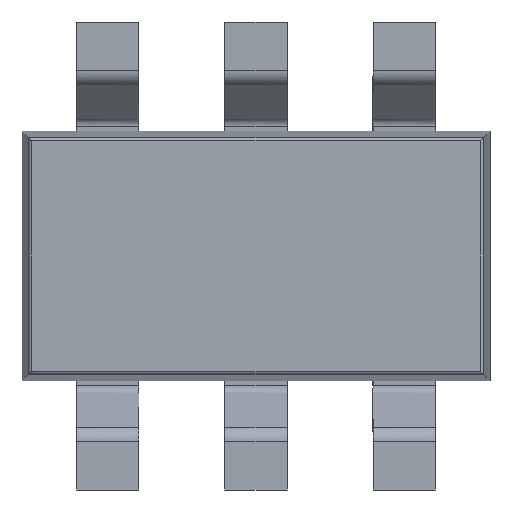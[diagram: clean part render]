
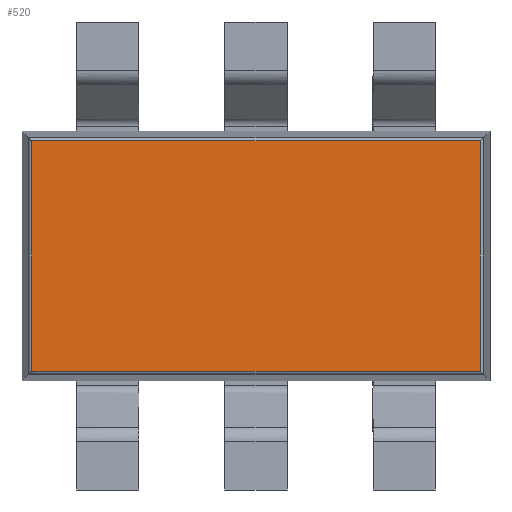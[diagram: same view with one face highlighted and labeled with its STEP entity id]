
A CAD part, front view. The second image highlights one B-rep face of the part: STEP entity #520.
In plain terms, the highlighted planar face has unit normal (0, -1, 0).
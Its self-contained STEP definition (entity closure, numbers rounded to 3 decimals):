
#520=ADVANCED_FACE('',(#663),#2652,.T.);
#663=FACE_OUTER_BOUND('',#810,.T.);
#810=EDGE_LOOP('',(#1368,#1369,#1370,#1371));
#1368=ORIENTED_EDGE('',*,*,#1839,.F.);
#1369=ORIENTED_EDGE('',*,*,#1840,.F.);
#1370=ORIENTED_EDGE('',*,*,#1841,.F.);
#1371=ORIENTED_EDGE('',*,*,#1838,.F.);
#1838=EDGE_CURVE('',#2510,#2511,#2211,.T.);
#1839=EDGE_CURVE('',#2512,#2510,#2212,.T.);
#1840=EDGE_CURVE('',#2513,#2512,#2213,.T.);
#1841=EDGE_CURVE('',#2511,#2513,#2214,.T.);
#2211=B_SPLINE_CURVE_WITH_KNOTS('',1,(#4680,#4681),.UNSPECIFIED.,.F.,.F.,
(2,2),(-1.476,0.),.UNSPECIFIED.);
#2212=B_SPLINE_CURVE_WITH_KNOTS('',1,(#4682,#4683),.UNSPECIFIED.,.F.,.F.,
(2,2),(-2.876,0.),.UNSPECIFIED.);
#2213=B_SPLINE_CURVE_WITH_KNOTS('',1,(#4684,#4685),.UNSPECIFIED.,.F.,.F.,
(2,2),(-1.476,0.),.UNSPECIFIED.);
#2214=B_SPLINE_CURVE_WITH_KNOTS('',1,(#4686,#4687),.UNSPECIFIED.,.F.,.F.,
(2,2),(-2.876,0.),.UNSPECIFIED.);
#2510=VERTEX_POINT('',#4561);
#2511=VERTEX_POINT('',#4562);
#2512=VERTEX_POINT('',#4563);
#2513=VERTEX_POINT('',#4564);
#2652=PLANE('',#2832);
#2832=AXIS2_PLACEMENT_3D('',#3727,#2969,$);
#2969=DIRECTION('',(0.,-1.,0.));
#3727=CARTESIAN_POINT('',(-1.726,-0.5,-0.886));
#4561=CARTESIAN_POINT('',(1.438,-0.5,0.738));
#4562=CARTESIAN_POINT('',(1.438,-0.5,-0.738));
#4563=CARTESIAN_POINT('',(-1.438,-0.5,0.738));
#4564=CARTESIAN_POINT('',(-1.438,-0.5,-0.738));
#4680=CARTESIAN_POINT('',(1.438,-0.5,0.738));
#4681=CARTESIAN_POINT('',(1.438,-0.5,-0.738));
#4682=CARTESIAN_POINT('',(-1.438,-0.5,0.738));
#4683=CARTESIAN_POINT('',(1.438,-0.5,0.738));
#4684=CARTESIAN_POINT('',(-1.438,-0.5,-0.738));
#4685=CARTESIAN_POINT('',(-1.438,-0.5,0.738));
#4686=CARTESIAN_POINT('',(1.438,-0.5,-0.738));
#4687=CARTESIAN_POINT('',(-1.438,-0.5,-0.738));
